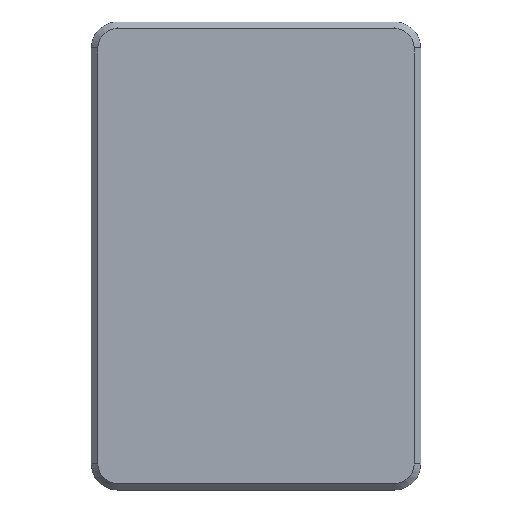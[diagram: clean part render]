
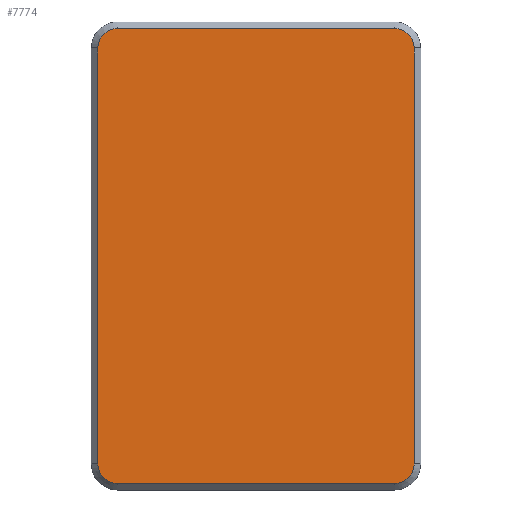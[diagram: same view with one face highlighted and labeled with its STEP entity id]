
A CAD part, top view. The second image highlights one B-rep face of the part: STEP entity #7774.
In plain terms, the highlighted planar face has unit normal (0, 0, 1).
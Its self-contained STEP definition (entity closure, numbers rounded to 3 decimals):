
#997 = VECTOR ( 'NONE', #19240, 1000. ) ;
#1090 = VERTEX_POINT ( 'NONE', #15701 ) ;
#1102 = LINE ( 'NONE', #25057, #997 ) ;
#1681 = DIRECTION ( 'NONE',  ( -1., 0., 0. ) ) ;
#1746 = DIRECTION ( 'NONE',  ( 0., 0., 1. ) ) ;
#1839 = EDGE_CURVE ( 'NONE', #2472, #21771, #1102, .T. ) ;
#2446 = ORIENTED_EDGE ( 'NONE', *, *, #32466, .T. ) ;
#2472 = VERTEX_POINT ( 'NONE', #30947 ) ;
#2772 = LINE ( 'NONE', #31366, #23628 ) ;
#3040 = VERTEX_POINT ( 'NONE', #27574 ) ;
#3166 = VERTEX_POINT ( 'NONE', #28604 ) ;
#3363 = CIRCLE ( 'NONE', #17583, 22.5 ) ;
#3596 = CARTESIAN_POINT ( 'NONE',  ( -5., -5., 3.5 ) ) ;
#3722 = LINE ( 'NONE', #19143, #16841 ) ;
#3885 = ORIENTED_EDGE ( 'NONE', *, *, #29296, .T. ) ;
#4525 = CARTESIAN_POINT ( 'NONE',  ( -5., 497.5, 3.5 ) ) ;
#6185 = DIRECTION ( 'NONE',  ( 1., 0., 0. ) ) ;
#6610 = EDGE_CURVE ( 'NONE', #3040, #2472, #14403, .T. ) ;
#7058 = CARTESIAN_POINT ( 'NONE',  ( -27.5, 475., 3.5 ) ) ;
#7132 = AXIS2_PLACEMENT_3D ( 'NONE', #3596, #10970, #6185 ) ;
#7231 = CARTESIAN_POINT ( 'NONE',  ( 315., 475., 3.5 ) ) ;
#7774 = ADVANCED_FACE ( 'NONE', ( #32728 ), #9276, .T. ) ;
#8315 = CIRCLE ( 'NONE', #15425, 22.5 ) ;
#8679 = VECTOR ( 'NONE', #1681, 1000. ) ;
#8944 = DIRECTION ( 'NONE',  ( 1., 0., 0. ) ) ;
#9164 = CARTESIAN_POINT ( 'NONE',  ( -5., 475., 3.5 ) ) ;
#9276 = PLANE ( 'NONE',  #17454 ) ;
#9908 = DIRECTION ( 'NONE',  ( 1., 0., 0. ) ) ;
#10626 = VERTEX_POINT ( 'NONE', #4525 ) ;
#10970 = DIRECTION ( 'NONE',  ( 0., 0., 1. ) ) ;
#11107 = VERTEX_POINT ( 'NONE', #26500 ) ;
#14071 = CARTESIAN_POINT ( 'NONE',  ( -5., 475., 3.5 ) ) ;
#14403 = CIRCLE ( 'NONE', #24793, 22.5 ) ;
#14951 = VERTEX_POINT ( 'NONE', #7058 ) ;
#15052 = EDGE_LOOP ( 'NONE', ( #2446, #26483, #26657, #30333, #23987, #33626, #19563, #3885 ) ) ;
#15425 = AXIS2_PLACEMENT_3D ( 'NONE', #7231, #33593, #20424 ) ;
#15701 = CARTESIAN_POINT ( 'NONE',  ( 315., 497.5, 3.5 ) ) ;
#16841 = VECTOR ( 'NONE', #24943, 1000. ) ;
#17192 = DIRECTION ( 'NONE',  ( 0., 0., 1. ) ) ;
#17454 = AXIS2_PLACEMENT_3D ( 'NONE', #14071, #1746, #8944 ) ;
#17516 = EDGE_CURVE ( 'NONE', #21771, #1090, #8315, .T. ) ;
#17583 = AXIS2_PLACEMENT_3D ( 'NONE', #9164, #17192, #30735 ) ;
#19143 = CARTESIAN_POINT ( 'NONE',  ( -5., -27.5, 3.5 ) ) ;
#19240 = DIRECTION ( 'NONE',  ( 0., 1., 0. ) ) ;
#19563 = ORIENTED_EDGE ( 'NONE', *, *, #17516, .T. ) ;
#20424 = DIRECTION ( 'NONE',  ( 1., 0., 0. ) ) ;
#20523 = DIRECTION ( 'NONE',  ( 0., 0., 1. ) ) ;
#20768 = DIRECTION ( 'NONE',  ( 0., -1., 0. ) ) ;
#21771 = VERTEX_POINT ( 'NONE', #29023 ) ;
#23220 = LINE ( 'NONE', #28374, #8679 ) ;
#23628 = VECTOR ( 'NONE', #20768, 1000. ) ;
#23987 = ORIENTED_EDGE ( 'NONE', *, *, #6610, .T. ) ;
#24793 = AXIS2_PLACEMENT_3D ( 'NONE', #25487, #20523, #9908 ) ;
#24943 = DIRECTION ( 'NONE',  ( 1., 0., 0. ) ) ;
#25057 = CARTESIAN_POINT ( 'NONE',  ( 337.5, -5., 3.5 ) ) ;
#25487 = CARTESIAN_POINT ( 'NONE',  ( 315., -5., 3.5 ) ) ;
#26483 = ORIENTED_EDGE ( 'NONE', *, *, #33079, .T. ) ;
#26500 = CARTESIAN_POINT ( 'NONE',  ( -5., -27.5, 3.5 ) ) ;
#26657 = ORIENTED_EDGE ( 'NONE', *, *, #32000, .T. ) ;
#27574 = CARTESIAN_POINT ( 'NONE',  ( 315., -27.5, 3.5 ) ) ;
#28374 = CARTESIAN_POINT ( 'NONE',  ( 315., 497.5, 3.5 ) ) ;
#28604 = CARTESIAN_POINT ( 'NONE',  ( -27.5, -5., 3.5 ) ) ;
#29023 = CARTESIAN_POINT ( 'NONE',  ( 337.5, 475., 3.5 ) ) ;
#29189 = EDGE_CURVE ( 'NONE', #11107, #3040, #3722, .T. ) ;
#29296 = EDGE_CURVE ( 'NONE', #1090, #10626, #23220, .T. ) ;
#30333 = ORIENTED_EDGE ( 'NONE', *, *, #29189, .T. ) ;
#30735 = DIRECTION ( 'NONE',  ( 1., 0., 0. ) ) ;
#30947 = CARTESIAN_POINT ( 'NONE',  ( 337.5, -5., 3.5 ) ) ;
#31366 = CARTESIAN_POINT ( 'NONE',  ( -27.5, 475., 3.5 ) ) ;
#32000 = EDGE_CURVE ( 'NONE', #3166, #11107, #33382, .T. ) ;
#32466 = EDGE_CURVE ( 'NONE', #10626, #14951, #3363, .T. ) ;
#32728 = FACE_OUTER_BOUND ( 'NONE', #15052, .T. ) ;
#33079 = EDGE_CURVE ( 'NONE', #14951, #3166, #2772, .T. ) ;
#33382 = CIRCLE ( 'NONE', #7132, 22.5 ) ;
#33593 = DIRECTION ( 'NONE',  ( 0., 0., 1. ) ) ;
#33626 = ORIENTED_EDGE ( 'NONE', *, *, #1839, .T. ) ;
